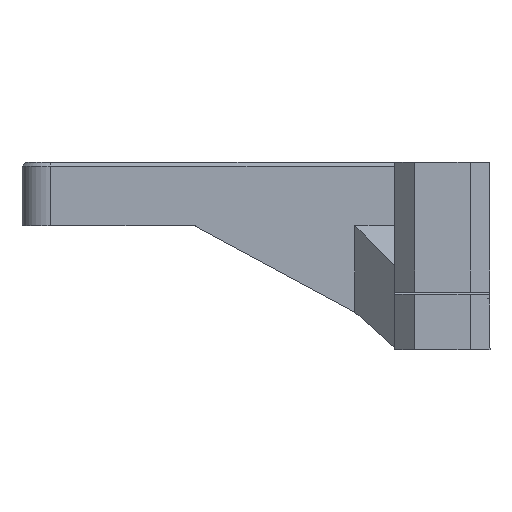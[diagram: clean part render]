
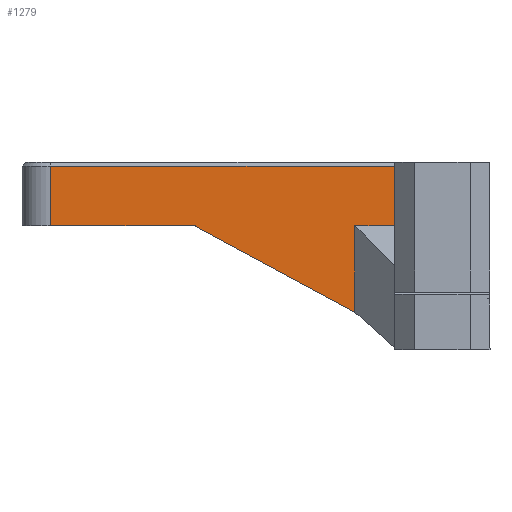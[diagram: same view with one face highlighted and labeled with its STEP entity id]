
A CAD part, front view. The second image highlights one B-rep face of the part: STEP entity #1279.
In plain terms, the highlighted planar face has unit normal (0, -1, 0).
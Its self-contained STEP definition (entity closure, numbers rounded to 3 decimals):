
#11 = EDGE_CURVE ( 'NONE', #1168, #2453, #204, .T. ) ;
#16 = DIRECTION ( 'NONE',  ( 0., 1., 0. ) ) ;
#74 = VECTOR ( 'NONE', #983, 1000. ) ;
#95 = CARTESIAN_POINT ( 'NONE',  ( -58., -35.55, -34.5 ) ) ;
#109 = ORIENTED_EDGE ( 'NONE', *, *, #1144, .F. ) ;
#140 = EDGE_CURVE ( 'NONE', #884, #1550, #1217, .T. ) ;
#149 = EDGE_CURVE ( 'NONE', #1975, #902, #796, .T. ) ;
#151 = CARTESIAN_POINT ( 'NONE',  ( -58., -35.55, -42. ) ) ;
#190 = ORIENTED_EDGE ( 'NONE', *, *, #140, .T. ) ;
#204 = LINE ( 'NONE', #1759, #285 ) ;
#274 = EDGE_CURVE ( 'NONE', #902, #662, #1670, .T. ) ;
#285 = VECTOR ( 'NONE', #1738, 1000. ) ;
#399 = FACE_OUTER_BOUND ( 'NONE', #2253, .T. ) ;
#408 = VECTOR ( 'NONE', #1751, 1000. ) ;
#445 = VECTOR ( 'NONE', #1769, 1000. ) ;
#493 = CARTESIAN_POINT ( 'NONE',  ( 0., -35.55, -42. ) ) ;
#511 = LINE ( 'NONE', #493, #1422 ) ;
#530 = CARTESIAN_POINT ( 'NONE',  ( -106.3, -35.55, -42. ) ) ;
#539 = DIRECTION ( 'NONE',  ( 0., 0., 1. ) ) ;
#563 = VECTOR ( 'NONE', #539, 1000. ) ;
#653 = DIRECTION ( 'NONE',  ( 0., 0., 1. ) ) ;
#662 = VERTEX_POINT ( 'NONE', #1478 ) ;
#746 = ORIENTED_EDGE ( 'NONE', *, *, #2252, .T. ) ;
#782 = CARTESIAN_POINT ( 'NONE',  ( 0., -35.55, -42. ) ) ;
#796 = LINE ( 'NONE', #1369, #445 ) ;
#807 = PLANE ( 'NONE',  #2446 ) ;
#830 = CARTESIAN_POINT ( 'NONE',  ( 0., -35.55, -34.5 ) ) ;
#884 = VERTEX_POINT ( 'NONE', #2003 ) ;
#902 = VERTEX_POINT ( 'NONE', #2136 ) ;
#933 = ORIENTED_EDGE ( 'NONE', *, *, #149, .F. ) ;
#983 = DIRECTION ( 'NONE',  ( 0.881, 0., -0.474 ) ) ;
#1060 = ORIENTED_EDGE ( 'NONE', *, *, #11, .T. ) ;
#1107 = CARTESIAN_POINT ( 'NONE',  ( -88.208, -35.55, -42. ) ) ;
#1120 = ORIENTED_EDGE ( 'NONE', *, *, #2210, .T. ) ;
#1144 = EDGE_CURVE ( 'NONE', #1168, #1550, #511, .T. ) ;
#1168 = VERTEX_POINT ( 'NONE', #151 ) ;
#1217 = LINE ( 'NONE', #1607, #1765 ) ;
#1254 = DIRECTION ( 'NONE',  ( -1., 0., 0. ) ) ;
#1279 = ADVANCED_FACE ( 'NONE', ( #399 ), #807, .F. ) ;
#1369 = CARTESIAN_POINT ( 'NONE',  ( 0., -35.55, -42. ) ) ;
#1401 = LINE ( 'NONE', #1564, #74 ) ;
#1422 = VECTOR ( 'NONE', #1254, 1000. ) ;
#1478 = CARTESIAN_POINT ( 'NONE',  ( -106.3, -35.55, -34.5 ) ) ;
#1550 = VERTEX_POINT ( 'NONE', #2240 ) ;
#1564 = CARTESIAN_POINT ( 'NONE',  ( -63., -35.55, -55.56 ) ) ;
#1607 = CARTESIAN_POINT ( 'NONE',  ( -68., -35.55, -42. ) ) ;
#1670 = LINE ( 'NONE', #530, #563 ) ;
#1738 = DIRECTION ( 'NONE',  ( 0., 0., 1. ) ) ;
#1751 = DIRECTION ( 'NONE',  ( -1., 0., 0. ) ) ;
#1759 = CARTESIAN_POINT ( 'NONE',  ( -58., -35.55, -75.441 ) ) ;
#1765 = VECTOR ( 'NONE', #653, 1000. ) ;
#1769 = DIRECTION ( 'NONE',  ( -1., 0., 0. ) ) ;
#1789 = LINE ( 'NONE', #830, #408 ) ;
#1975 = VERTEX_POINT ( 'NONE', #1107 ) ;
#2003 = CARTESIAN_POINT ( 'NONE',  ( -68., -35.55, -52.87 ) ) ;
#2114 = ORIENTED_EDGE ( 'NONE', *, *, #274, .F. ) ;
#2136 = CARTESIAN_POINT ( 'NONE',  ( -106.3, -35.55, -42. ) ) ;
#2210 = EDGE_CURVE ( 'NONE', #1975, #884, #1401, .T. ) ;
#2240 = CARTESIAN_POINT ( 'NONE',  ( -68., -35.55, -42. ) ) ;
#2252 = EDGE_CURVE ( 'NONE', #2453, #662, #1789, .T. ) ;
#2253 = EDGE_LOOP ( 'NONE', ( #1120, #190, #109, #1060, #746, #2114, #933 ) ) ;
#2303 = DIRECTION ( 'NONE',  ( -1., 0., 0. ) ) ;
#2446 = AXIS2_PLACEMENT_3D ( 'NONE', #782, #16, #2303 ) ;
#2453 = VERTEX_POINT ( 'NONE', #95 ) ;
